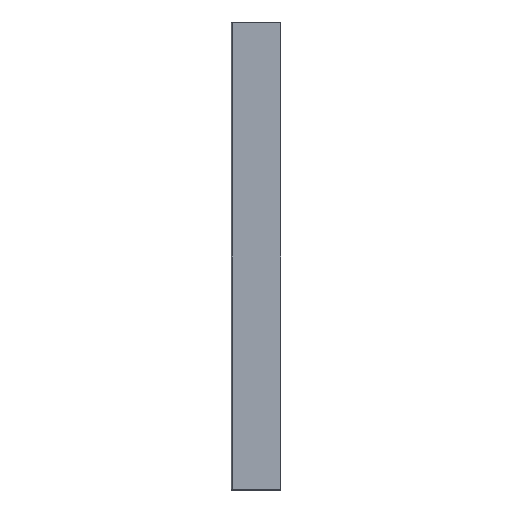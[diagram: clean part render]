
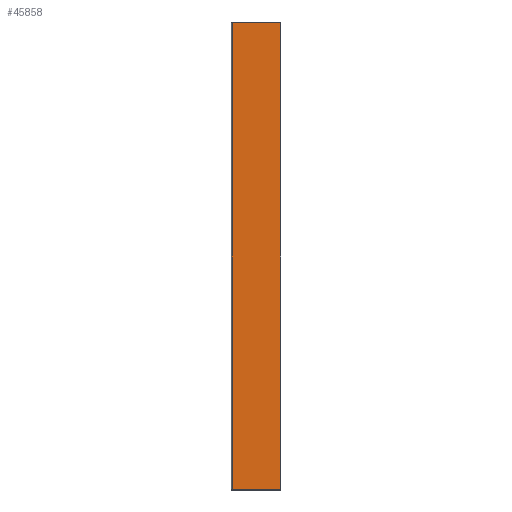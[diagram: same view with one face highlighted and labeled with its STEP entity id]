
A CAD part, front view. The second image highlights one B-rep face of the part: STEP entity #45858.
In plain terms, the highlighted planar face has unit normal (0, -1, 0).
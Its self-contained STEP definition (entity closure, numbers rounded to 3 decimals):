
#36221 = PLANE('',#36222);
#36222 = AXIS2_PLACEMENT_3D('',#36223,#36224,#36225);
#36223 = CARTESIAN_POINT('',(4.,-8.95,0.05));
#36224 = DIRECTION('',(0.,0.707,0.707));
#36225 = DIRECTION('',(1.,0.,0.));
#36529 = PLANE('',#36530);
#36530 = AXIS2_PLACEMENT_3D('',#36531,#36532,#36533);
#36531 = CARTESIAN_POINT('',(4.,-8.95,74.95));
#36532 = DIRECTION('',(0.,-0.707,
    0.707));
#36533 = DIRECTION('',(1.,0.,0.));
#36816 = PLANE('',#36817);
#36817 = AXIS2_PLACEMENT_3D('',#36818,#36819,#36820);
#36818 = CARTESIAN_POINT('',(-3.9,-8.9,0.));
#36819 = DIRECTION('',(-0.707,-0.707,
    0.));
#36820 = DIRECTION('',(0.,0.,1.));
#40115 = VERTEX_POINT('',#40116);
#40116 = CARTESIAN_POINT('',(3.9,-9.,0.1));
#40137 = EDGE_CURVE('',#40115,#40138,#40140,.T.);
#40138 = VERTEX_POINT('',#40139);
#40139 = CARTESIAN_POINT('',(-3.8,-9.,0.1));
#40140 = SURFACE_CURVE('',#40141,(#40145,#40152),.PCURVE_S1.);
#40141 = LINE('',#40142,#40143);
#40142 = CARTESIAN_POINT('',(4.,-9.,0.1));
#40143 = VECTOR('',#40144,1.);
#40144 = DIRECTION('',(-1.,0.,0.));
#40145 = PCURVE('',#36221,#40146);
#40146 = DEFINITIONAL_REPRESENTATION('',(#40147),#40151);
#40147 = LINE('',#40148,#40149);
#40148 = CARTESIAN_POINT('',(0.,-0.071));
#40149 = VECTOR('',#40150,1.);
#40150 = DIRECTION('',(-1.,0.));
#40151 = ( GEOMETRIC_REPRESENTATION_CONTEXT(2) 
PARAMETRIC_REPRESENTATION_CONTEXT() REPRESENTATION_CONTEXT('2D SPACE',''
  ) );
#40152 = PCURVE('',#40153,#40158);
#40153 = PLANE('',#40154);
#40154 = AXIS2_PLACEMENT_3D('',#40155,#40156,#40157);
#40155 = CARTESIAN_POINT('',(4.,-9.,0.));
#40156 = DIRECTION('',(0.,-1.,0.));
#40157 = DIRECTION('',(-1.,0.,0.));
#40158 = DEFINITIONAL_REPRESENTATION('',(#40159),#40163);
#40159 = LINE('',#40160,#40161);
#40160 = CARTESIAN_POINT('',(0.,-0.1));
#40161 = VECTOR('',#40162,1.);
#40162 = DIRECTION('',(1.,0.));
#40163 = ( GEOMETRIC_REPRESENTATION_CONTEXT(2) 
PARAMETRIC_REPRESENTATION_CONTEXT() REPRESENTATION_CONTEXT('2D SPACE',''
  ) );
#40430 = VERTEX_POINT('',#40431);
#40431 = CARTESIAN_POINT('',(3.9,-9.,74.9));
#40452 = EDGE_CURVE('',#40430,#40453,#40455,.T.);
#40453 = VERTEX_POINT('',#40454);
#40454 = CARTESIAN_POINT('',(-3.8,-9.,74.9));
#40455 = SURFACE_CURVE('',#40456,(#40460,#40467),.PCURVE_S1.);
#40456 = LINE('',#40457,#40458);
#40457 = CARTESIAN_POINT('',(4.,-9.,74.9));
#40458 = VECTOR('',#40459,1.);
#40459 = DIRECTION('',(-1.,0.,0.));
#40460 = PCURVE('',#36529,#40461);
#40461 = DEFINITIONAL_REPRESENTATION('',(#40462),#40466);
#40462 = LINE('',#40463,#40464);
#40463 = CARTESIAN_POINT('',(0.,-0.071));
#40464 = VECTOR('',#40465,1.);
#40465 = DIRECTION('',(-1.,0.));
#40466 = ( GEOMETRIC_REPRESENTATION_CONTEXT(2) 
PARAMETRIC_REPRESENTATION_CONTEXT() REPRESENTATION_CONTEXT('2D SPACE',''
  ) );
#40467 = PCURVE('',#40153,#40468);
#40468 = DEFINITIONAL_REPRESENTATION('',(#40469),#40473);
#40469 = LINE('',#40470,#40471);
#40470 = CARTESIAN_POINT('',(0.,-74.9));
#40471 = VECTOR('',#40472,1.);
#40472 = DIRECTION('',(1.,0.));
#40473 = ( GEOMETRIC_REPRESENTATION_CONTEXT(2) 
PARAMETRIC_REPRESENTATION_CONTEXT() REPRESENTATION_CONTEXT('2D SPACE',''
  ) );
#40609 = EDGE_CURVE('',#40138,#40453,#40610,.T.);
#40610 = SURFACE_CURVE('',#40611,(#40615,#40622),.PCURVE_S1.);
#40611 = LINE('',#40612,#40613);
#40612 = CARTESIAN_POINT('',(-3.8,-9.,0.));
#40613 = VECTOR('',#40614,1.);
#40614 = DIRECTION('',(0.,0.,1.));
#40615 = PCURVE('',#36816,#40616);
#40616 = DEFINITIONAL_REPRESENTATION('',(#40617),#40621);
#40617 = LINE('',#40618,#40619);
#40618 = CARTESIAN_POINT('',(0.,-0.141));
#40619 = VECTOR('',#40620,1.);
#40620 = DIRECTION('',(1.,0.));
#40621 = ( GEOMETRIC_REPRESENTATION_CONTEXT(2) 
PARAMETRIC_REPRESENTATION_CONTEXT() REPRESENTATION_CONTEXT('2D SPACE',''
  ) );
#40622 = PCURVE('',#40153,#40623);
#40623 = DEFINITIONAL_REPRESENTATION('',(#40624),#40628);
#40624 = LINE('',#40625,#40626);
#40625 = CARTESIAN_POINT('',(7.8,0.));
#40626 = VECTOR('',#40627,1.);
#40627 = DIRECTION('',(0.,-1.));
#40628 = ( GEOMETRIC_REPRESENTATION_CONTEXT(2) 
PARAMETRIC_REPRESENTATION_CONTEXT() REPRESENTATION_CONTEXT('2D SPACE',''
  ) );
#45727 = PLANE('',#45728);
#45728 = AXIS2_PLACEMENT_3D('',#45729,#45730,#45731);
#45729 = CARTESIAN_POINT('',(3.95,-8.95,0.));
#45730 = DIRECTION('',(0.707,-0.707,0.));
#45731 = DIRECTION('',(0.,0.,1.));
#45858 = ADVANCED_FACE('',(#45859),#40153,.T.);
#45859 = FACE_BOUND('',#45860,.T.);
#45860 = EDGE_LOOP('',(#45861,#45882,#45883,#45884));
#45861 = ORIENTED_EDGE('',*,*,#45862,.T.);
#45862 = EDGE_CURVE('',#40115,#40430,#45863,.T.);
#45863 = SURFACE_CURVE('',#45864,(#45868,#45875),.PCURVE_S1.);
#45864 = LINE('',#45865,#45866);
#45865 = CARTESIAN_POINT('',(3.9,-9.,0.));
#45866 = VECTOR('',#45867,1.);
#45867 = DIRECTION('',(0.,0.,1.));
#45868 = PCURVE('',#40153,#45869);
#45869 = DEFINITIONAL_REPRESENTATION('',(#45870),#45874);
#45870 = LINE('',#45871,#45872);
#45871 = CARTESIAN_POINT('',(0.1,0.));
#45872 = VECTOR('',#45873,1.);
#45873 = DIRECTION('',(0.,-1.));
#45874 = ( GEOMETRIC_REPRESENTATION_CONTEXT(2) 
PARAMETRIC_REPRESENTATION_CONTEXT() REPRESENTATION_CONTEXT('2D SPACE',''
  ) );
#45875 = PCURVE('',#45727,#45876);
#45876 = DEFINITIONAL_REPRESENTATION('',(#45877),#45881);
#45877 = LINE('',#45878,#45879);
#45878 = CARTESIAN_POINT('',(0.,0.071));
#45879 = VECTOR('',#45880,1.);
#45880 = DIRECTION('',(1.,0.));
#45881 = ( GEOMETRIC_REPRESENTATION_CONTEXT(2) 
PARAMETRIC_REPRESENTATION_CONTEXT() REPRESENTATION_CONTEXT('2D SPACE',''
  ) );
#45882 = ORIENTED_EDGE('',*,*,#40452,.T.);
#45883 = ORIENTED_EDGE('',*,*,#40609,.F.);
#45884 = ORIENTED_EDGE('',*,*,#40137,.F.);
